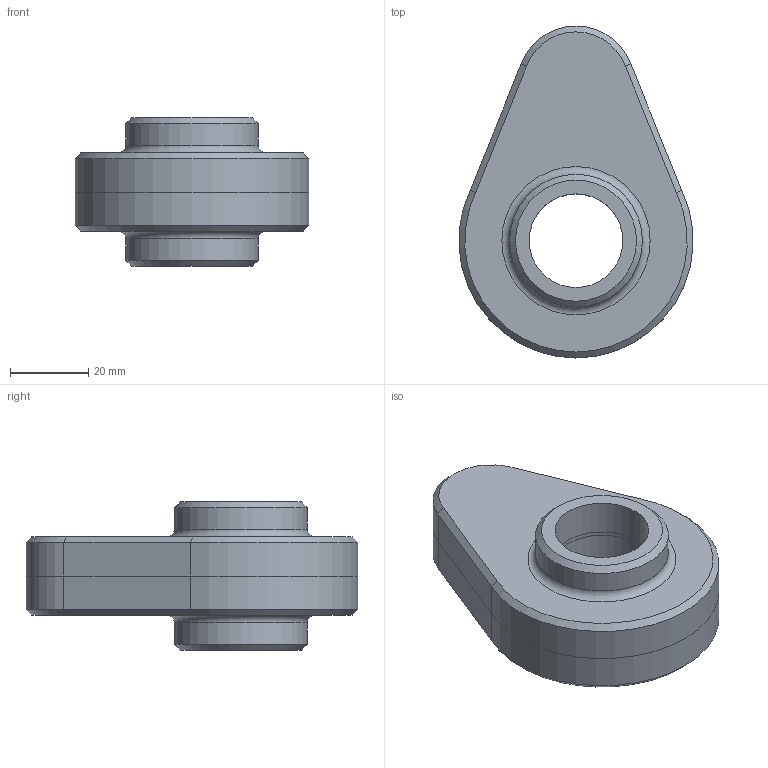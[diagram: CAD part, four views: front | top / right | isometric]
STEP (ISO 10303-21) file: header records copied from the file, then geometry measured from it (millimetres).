
FILE_DESCRIPTION(('FreeCAD Model'),'2;1');
FILE_NAME('cam_3.step', '2016-08-27T19:01:48',('Author'),(''), 'Open CASCADE STEP processor 6.8','FreeCAD','Unknown');
FILE_SCHEMA(('AUTOMOTIVE_DESIGN_CC2 { 1 2 10303 214 -1 1 5 4 }'));
Length unit declared in the file: millimetre
Products named in the file (2): ASSEMBLY; Chamfer003
Assembly tree (1 placements, depth 2):
  ASSEMBLY
    Chamfer003
Bounding box: 59.89 x 85 x 38 mm (x, y, z)
Volume: 72461 mm3; surface area: 15031.9 mm2
Topology: 1 solids, 1 shells, 32 faces, 63 edges, 35 vertices
Faces by surface type: plane 12, cylinder 12, cone 6, torus 2
Full cylindrical faces by diameter (mm): 24 x6, 34 x2
Entity records: 1663 total; most frequent: CARTESIAN_POINT 326, DIRECTION 251, ORIENTED_EDGE 126, LINE 126, VECTOR 126, PCURVE 126, DEFINITIONAL_REPRESENTATION 126, EDGE_CURVE 63
